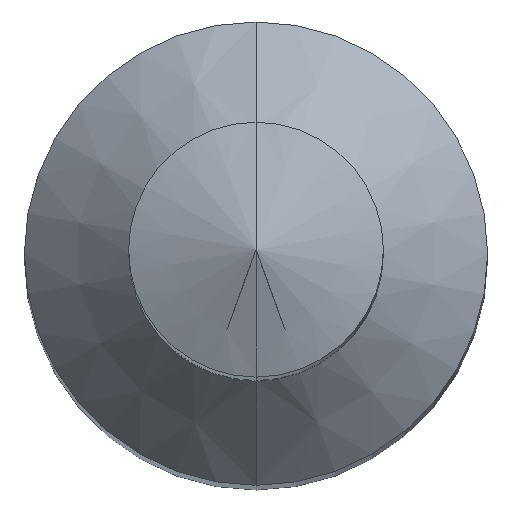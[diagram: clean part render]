
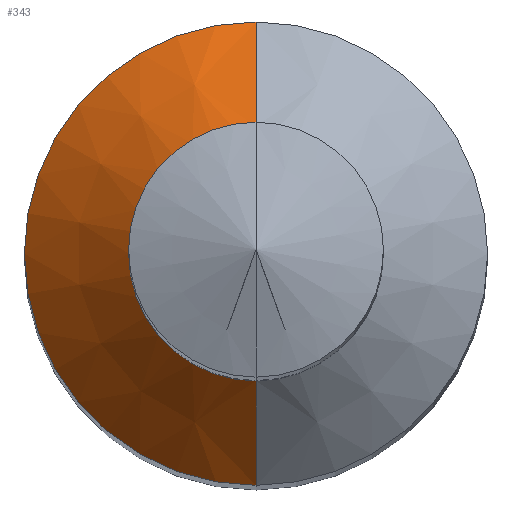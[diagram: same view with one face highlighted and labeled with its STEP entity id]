
A CAD part, top view. The second image highlights one B-rep face of the part: STEP entity #343.
In plain terms, the highlighted conical face has half-angle 45 degrees and reference radius 2.325 mm.
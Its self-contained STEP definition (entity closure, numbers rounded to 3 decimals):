
#163=CARTESIAN_POINT('',(0.,0.,37.35));
#164=DIRECTION('',(0.,0.,1.));
#165=DIRECTION('',(0.,1.,0.));
#166=AXIS2_PLACEMENT_3D('',#163,#164,#165);
#171=DIRECTION('',(0.,0.707,-0.707));
#172=VECTOR('',#171,1.909);
#173=CARTESIAN_POINT('',(0.,1.65,37.35));
#174=LINE('',#173,#172);
#178=DIRECTION('',(0.,-0.707,-0.707));
#179=VECTOR('',#178,1.909);
#180=CARTESIAN_POINT('',(0.,-1.65,37.35));
#181=LINE('',#180,#179);
#215=CARTESIAN_POINT('',(0.,0.,36.));
#216=DIRECTION('',(0.,0.,1.));
#217=DIRECTION('',(0.,1.,0.));
#218=AXIS2_PLACEMENT_3D('',#215,#216,#217);
#270=CARTESIAN_POINT('',(0.,1.65,37.35));
#272=VERTEX_POINT('',#270);
#273=CARTESIAN_POINT('',(0.,3.,36.));
#274=VERTEX_POINT('',#273);
#280=CARTESIAN_POINT('',(0.,-1.65,37.35));
#282=VERTEX_POINT('',#280);
#283=CARTESIAN_POINT('',(0.,-3.,36.));
#284=VERTEX_POINT('',#283);
#329=CARTESIAN_POINT('',(0.,0.,36.675));
#330=DIRECTION('',(0.,0.,-1.));
#331=DIRECTION('',(0.,1.,0.));
#332=AXIS2_PLACEMENT_3D('',#329,#330,#331);
#333=CONICAL_SURFACE('',#332,2.325,45.);
#335=ORIENTED_EDGE('',*,*,#334,.F.);
#336=ORIENTED_EDGE('',*,*,#324,.T.);
#338=ORIENTED_EDGE('',*,*,#337,.T.);
#340=ORIENTED_EDGE('',*,*,#339,.F.);
#341=EDGE_LOOP('',(#335,#336,#338,#340));
#342=FACE_OUTER_BOUND('',#341,.F.);
#167=CIRCLE('',#166,1.65);
#219=CIRCLE('',#218,3.);
#324=EDGE_CURVE('',#272,#282,#167,.T.);
#334=EDGE_CURVE('',#272,#274,#174,.T.);
#337=EDGE_CURVE('',#282,#284,#181,.T.);
#339=EDGE_CURVE('',#274,#284,#219,.T.);
#343=ADVANCED_FACE('',(#342),#333,.T.);
